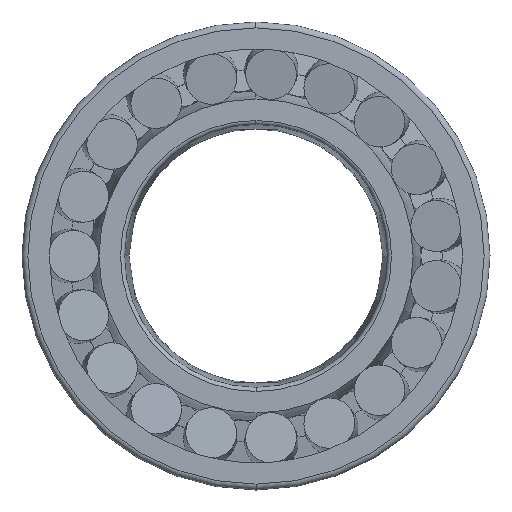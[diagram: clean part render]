
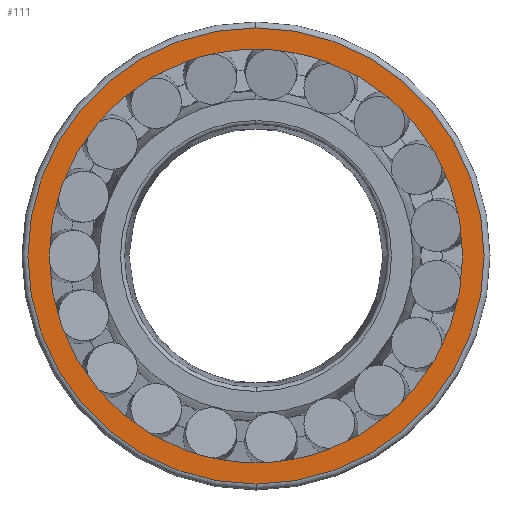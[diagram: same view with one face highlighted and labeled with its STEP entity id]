
A CAD part, left-side view. The second image highlights one B-rep face of the part: STEP entity #111.
In plain terms, the highlighted planar face has unit normal (-1, 0, 0).
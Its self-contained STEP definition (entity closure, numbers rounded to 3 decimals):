
#111=ADVANCED_FACE('',(#429,#430),#431,.T.);
#429=FACE_OUTER_BOUND('',#1052,.T.);
#430=FACE_BOUND('',#1053,.T.);
#431=PLANE('',#1054);
#1052=EDGE_LOOP('',(#1932,#1933,#1934));
#1053=EDGE_LOOP('',(#1935,#1936,#1937));
#1054=AXIS2_PLACEMENT_3D('',#1938,#1939,#1940);
#1932=ORIENTED_EDGE('',*,*,#3908,.F.);
#1933=ORIENTED_EDGE('',*,*,#3907,.F.);
#1934=ORIENTED_EDGE('',*,*,#3949,.F.);
#1935=ORIENTED_EDGE('',*,*,#3953,.T.);
#1936=ORIENTED_EDGE('',*,*,#3886,.T.);
#1937=ORIENTED_EDGE('',*,*,#3954,.T.);
#1938=CARTESIAN_POINT('',(0.,55.75,0.0));
#1939=DIRECTION('',(-1.0,0.,0.0));
#1940=DIRECTION('',(0.,-1.0,0.0));
#3886=EDGE_CURVE('',#4640,#4637,#4641,.T.);
#3907=EDGE_CURVE('',#4679,#4682,#4683,.T.);
#3908=EDGE_CURVE('',#4682,#4684,#4685,.T.);
#3949=EDGE_CURVE('',#4684,#4679,#4742,.T.);
#3953=EDGE_CURVE('',#4747,#4640,#4748,.T.);
#3954=EDGE_CURVE('',#4637,#4747,#4749,.T.);
#4637=VERTEX_POINT('',#5892);
#4640=VERTEX_POINT('',#5895);
#4641=CIRCLE('',#5896,53.0);
#4679=VERTEX_POINT('',#5936);
#4682=VERTEX_POINT('',#5939);
#4683=CIRCLE('',#5940,58.5);
#4684=VERTEX_POINT('',#5941);
#4685=CIRCLE('',#5942,58.5);
#4742=CIRCLE('',#6117,58.5);
#4747=VERTEX_POINT('',#6122);
#4748=CIRCLE('',#6123,53.0);
#4749=CIRCLE('',#6124,53.0);
#5892=CARTESIAN_POINT('',(0.,0.,-53.0));
#5895=CARTESIAN_POINT('',(0.,0.,53.0));
#5896=AXIS2_PLACEMENT_3D('',#12384,#12385,#12386);
#5936=CARTESIAN_POINT('',(0.0,0.,-58.5));
#5939=CARTESIAN_POINT('',(0.0,58.5,0.0));
#5940=AXIS2_PLACEMENT_3D('',#12443,#12444,#12445);
#5941=CARTESIAN_POINT('',(0.0,0.,58.5));
#5942=AXIS2_PLACEMENT_3D('',#12446,#12447,#12448);
#6117=AXIS2_PLACEMENT_3D('',#12516,#12517,#12518);
#6122=CARTESIAN_POINT('',(0.,53.0,0.0));
#6123=AXIS2_PLACEMENT_3D('',#12528,#12529,#12530);
#6124=AXIS2_PLACEMENT_3D('',#12531,#12532,#12533);
#12384=CARTESIAN_POINT('',(0.,0.0,0.0));
#12385=DIRECTION('',(1.0,0.0,0.0));
#12386=DIRECTION('',(0.0,1.0,0.0));
#12443=CARTESIAN_POINT('',(0.0,0.0,0.0));
#12444=DIRECTION('',(1.0,0.0,0.0));
#12445=DIRECTION('',(0.0,1.0,0.0));
#12446=CARTESIAN_POINT('',(0.0,0.0,0.0));
#12447=DIRECTION('',(1.0,0.0,0.0));
#12448=DIRECTION('',(0.0,1.0,0.0));
#12516=CARTESIAN_POINT('',(0.0,0.0,0.0));
#12517=DIRECTION('',(1.0,0.0,0.0));
#12518=DIRECTION('',(0.0,1.0,0.0));
#12528=CARTESIAN_POINT('',(0.,0.0,0.0));
#12529=DIRECTION('',(1.0,0.0,0.0));
#12530=DIRECTION('',(0.0,1.0,0.0));
#12531=CARTESIAN_POINT('',(0.,0.0,0.0));
#12532=DIRECTION('',(1.0,0.0,0.0));
#12533=DIRECTION('',(0.0,1.0,0.0));
